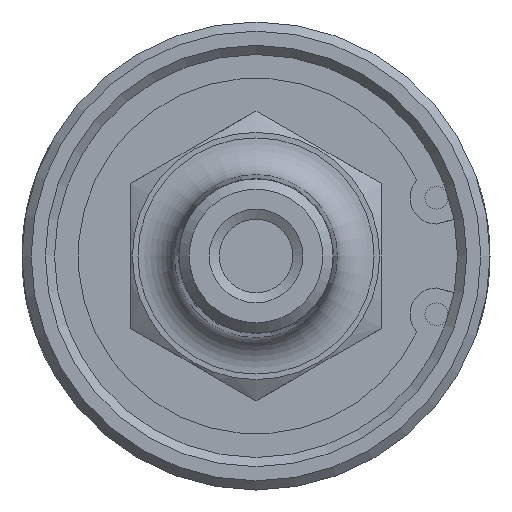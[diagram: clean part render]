
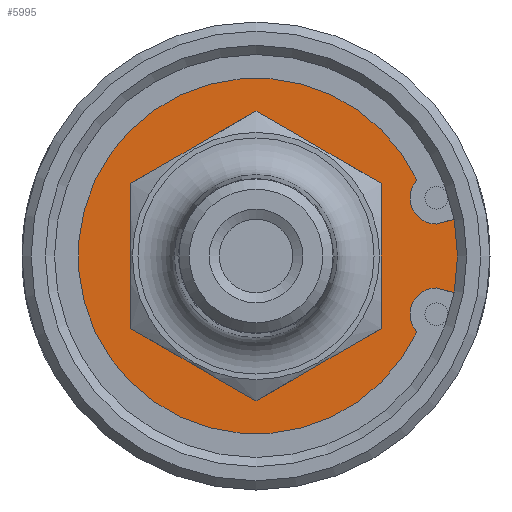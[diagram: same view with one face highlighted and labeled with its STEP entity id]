
A CAD part, left-side view. The second image highlights one B-rep face of the part: STEP entity #5995.
In plain terms, the highlighted planar face has unit normal (-1, 0, 0).
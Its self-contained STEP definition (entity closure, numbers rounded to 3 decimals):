
#123=FACE_BOUND('',#2049,.T.);
#516=LINE('',#50309,#852);
#522=LINE('',#50338,#858);
#852=VECTOR('',#7414,2.849);
#858=VECTOR('',#7440,2.849);
#1216=CIRCLE('',#6377,2.286);
#1223=CIRCLE('',#6388,2.286);
#1224=CIRCLE('',#6390,15.47);
#1225=CIRCLE('',#6392,18.77);
#1228=CIRCLE('',#6397,8.925);
#1229=CIRCLE('',#6398,8.925);
#1353=PLANE('',#6396);
#1672=FACE_OUTER_BOUND('',#2048,.T.);
#2048=EDGE_LOOP('',(#5460,#5461,#5462,#5463,#5464,#5465));
#2049=EDGE_LOOP('',(#5466,#5467));
#2907=VERTEX_POINT('',#50306);
#2908=VERTEX_POINT('',#50308);
#2911=VERTEX_POINT('',#50318);
#2917=VERTEX_POINT('',#50335);
#2918=VERTEX_POINT('',#50337);
#2921=VERTEX_POINT('',#50348);
#2923=VERTEX_POINT('',#50360);
#2924=VERTEX_POINT('',#50361);
#3763=EDGE_CURVE('',#2908,#2907,#516,.T.);
#3768=EDGE_CURVE('',#2907,#2911,#1216,.T.);
#3776=EDGE_CURVE('',#2918,#2917,#522,.T.);
#3782=EDGE_CURVE('',#2921,#2918,#1223,.T.);
#3784=EDGE_CURVE('',#2911,#2921,#1224,.T.);
#3785=EDGE_CURVE('',#2917,#2908,#1225,.T.);
#3788=EDGE_CURVE('',#2923,#2924,#1228,.T.);
#3789=EDGE_CURVE('',#2924,#2923,#1229,.T.);
#5460=ORIENTED_EDGE('',*,*,#3763,.T.);
#5461=ORIENTED_EDGE('',*,*,#3768,.T.);
#5462=ORIENTED_EDGE('',*,*,#3784,.T.);
#5463=ORIENTED_EDGE('',*,*,#3782,.T.);
#5464=ORIENTED_EDGE('',*,*,#3776,.T.);
#5465=ORIENTED_EDGE('',*,*,#3785,.T.);
#5466=ORIENTED_EDGE('',*,*,#3788,.T.);
#5467=ORIENTED_EDGE('',*,*,#3789,.T.);
#5995=ADVANCED_FACE('',(#1672,#123),#1353,.F.);
#6377=AXIS2_PLACEMENT_3D('',#50319,#7425,#7426);
#6388=AXIS2_PLACEMENT_3D('',#50349,#7453,#7454);
#6390=AXIS2_PLACEMENT_3D('',#50352,#7458,#7459);
#6392=AXIS2_PLACEMENT_3D('',#50354,#7462,#7463);
#6396=AXIS2_PLACEMENT_3D('',#50359,#7470,#7471);
#6397=AXIS2_PLACEMENT_3D('',#50362,#7472,#7473);
#6398=AXIS2_PLACEMENT_3D('',#50363,#7474,#7475);
#7414=DIRECTION('',(0.,0.966,-0.259));
#7425=DIRECTION('center_axis',(1.,0.,0.));
#7426=DIRECTION('ref_axis',(0.,0.209,-0.978));
#7440=DIRECTION('',(0.,-0.966,-0.259));
#7453=DIRECTION('center_axis',(1.,0.,0.));
#7454=DIRECTION('ref_axis',(0.,0.209,0.978));
#7458=DIRECTION('center_axis',(-1.,0.,0.));
#7459=DIRECTION('ref_axis',(0.,0.,-1.));
#7462=DIRECTION('center_axis',(-1.,0.,0.));
#7463=DIRECTION('ref_axis',(0.,1.,0.));
#7470=DIRECTION('center_axis',(1.,0.,0.));
#7471=DIRECTION('ref_axis',(0.,0.,-1.));
#7472=DIRECTION('center_axis',(1.,0.,0.));
#7473=DIRECTION('ref_axis',(0.,1.,0.));
#7474=DIRECTION('center_axis',(1.,0.,0.));
#7475=DIRECTION('ref_axis',(0.,1.,0.));
#50306=CARTESIAN_POINT('',(4.315,-15.686,2.781));
#50308=CARTESIAN_POINT('',(4.315,-18.437,3.519));
#50309=CARTESIAN_POINT('',(4.315,-18.437,3.519));
#50318=CARTESIAN_POINT('',(4.315,-13.991,6.601));
#50319=CARTESIAN_POINT('Origin',(4.315,-15.686,5.067));
#50335=CARTESIAN_POINT('',(4.315,-18.437,-3.519));
#50337=CARTESIAN_POINT('',(4.315,-15.686,-2.781));
#50338=CARTESIAN_POINT('',(4.315,-15.686,-2.781));
#50348=CARTESIAN_POINT('',(4.315,-13.991,-6.601));
#50349=CARTESIAN_POINT('Origin',(4.315,-15.686,-5.067));
#50352=CARTESIAN_POINT('Origin',(4.315,0.,0.));
#50354=CARTESIAN_POINT('Origin',(4.315,0.,0.));
#50359=CARTESIAN_POINT('Origin',(4.315,8.763,0.));
#50360=CARTESIAN_POINT('',(4.315,8.925,0.));
#50361=CARTESIAN_POINT('',(4.315,-8.925,0.));
#50362=CARTESIAN_POINT('Origin',(4.315,0.,0.));
#50363=CARTESIAN_POINT('Origin',(4.315,0.,0.));
